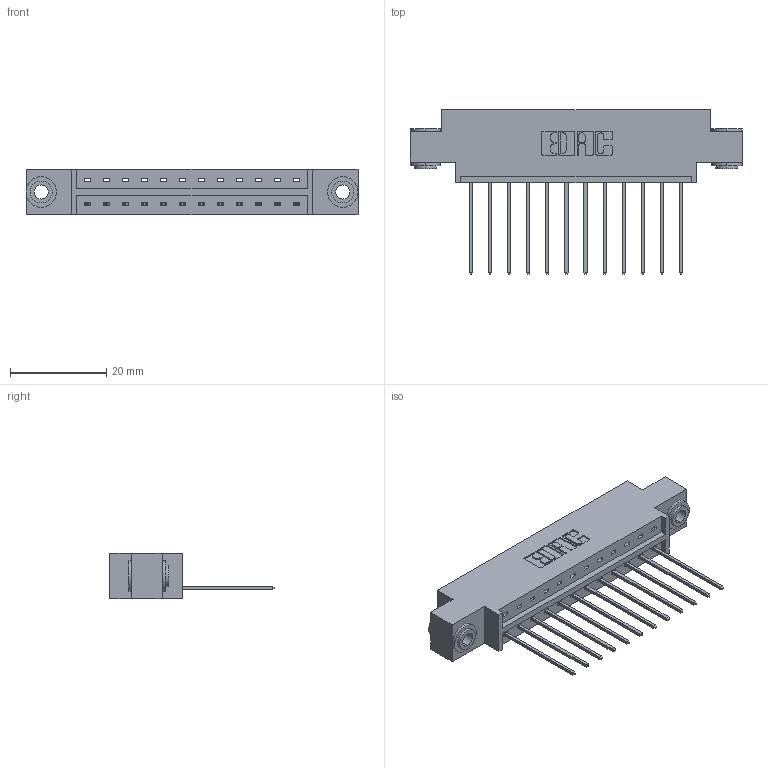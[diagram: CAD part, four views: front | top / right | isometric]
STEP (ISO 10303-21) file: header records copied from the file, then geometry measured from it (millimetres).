
FILE_DESCRIPTION (( 'STEP AP203' ), '1' );
FILE_NAME ('333-012-541-603.STEP', '2018-08-01T00:26:20', ( '' ), ( '' ), 'SwSTEP 2.0', 'SolidWorks 2016', '' );
FILE_SCHEMA (( 'CONFIG_CONTROL_DESIGN' ));
Length unit declared in the file: inch
Products named in the file (4): 333 Part_Offset - .156 Dia - TH; 345-292-001_345-293-141; 345-250-002_345-250-002-102; 333-012-541-603
Assembly tree (15 placements, depth 2):
  333-012-541-603
    333 Part_Offset - .156 Dia - TH
    345-292-001_345-293-141  x12
    345-250-002_345-250-002-102  x2
Bounding box: 69.09 x 34.3 x 9.4 mm (x, y, z)
Volume: 6525.4 mm3; surface area: 7532.7 mm2
Topology: 15 solids, 15 shells, 852 faces, 2511 edges, 1654 vertices
Faces by surface type: plane 588, cylinder 256, cone 8
Entity records: 12016 total; most frequent: CARTESIAN_POINT 2057, ORIENTED_EDGE 1998, DIRECTION 1829, EDGE_CURVE 999, VECTOR 847, LINE 847, VERTEX_POINT 662, AXIS2_PLACEMENT_3D 491
